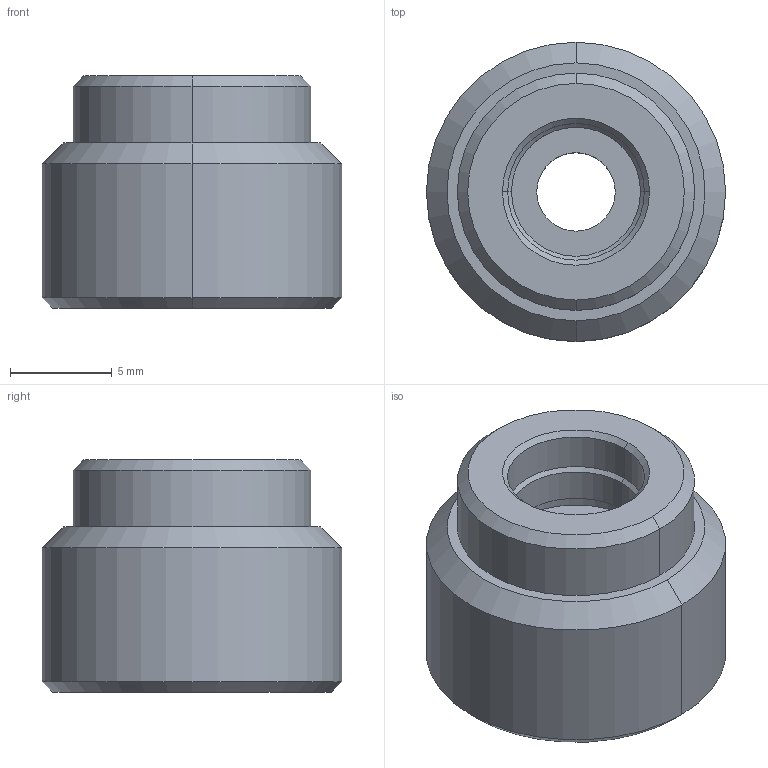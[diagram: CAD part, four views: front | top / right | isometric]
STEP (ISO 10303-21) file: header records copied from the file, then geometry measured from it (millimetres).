
FILE_DESCRIPTION (( 'STEP AP214' ), '1' );
FILE_NAME ('23391-E0W.STEP', '2013-03-29T20:09:31', ( '' ), ( '' ), 'SwSTEP 2.0', 'SolidWorks 2012', '' );
FILE_SCHEMA (( 'AUTOMOTIVE_DESIGN' ));
Length unit declared in the file: inch
Products named in the file (1): 23391-E0W
Bounding box: 14.73 x 14.73 x 11.43 mm (x, y, z)
Volume: 1445.7 mm3; surface area: 952.9 mm2
Topology: 1 solids, 1 shells, 210 faces, 546 edges, 360 vertices
Faces by surface type: plane 118, bspline 59, cylinder 21, cone 12
Entity records: 9456 total; most frequent: CARTESIAN_POINT 1884, ORIENTED_EDGE 1092, DIRECTION 786, EDGE_CURVE 546, VECTOR 374, LINE 374, VERTEX_POINT 360, EDGE_LOOP 234
